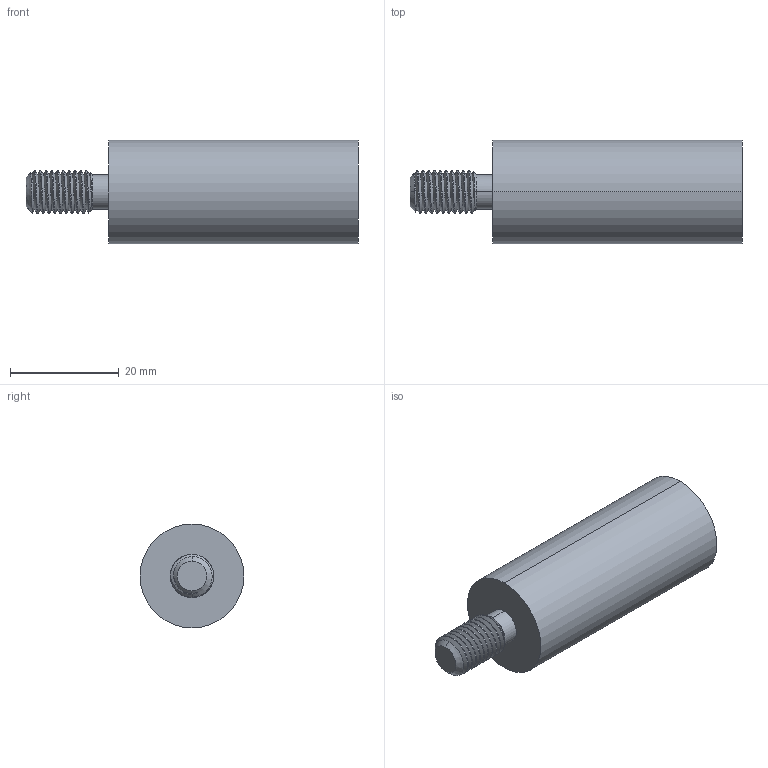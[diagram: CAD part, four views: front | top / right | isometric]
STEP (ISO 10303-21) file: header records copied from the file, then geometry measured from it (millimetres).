
FILE_DESCRIPTION (( 'STEP AP214' ), '1' );
FILE_NAME ('FT2017.STEP', '2025-04-24T16:01:42', ( '' ), ( '' ), 'SwSTEP 2.0', 'SolidWorks 2023', '' );
FILE_SCHEMA (( 'AUTOMOTIVE_DESIGN' ));
Length unit declared in the file: inch
Products named in the file (1): FT2017
Bounding box: 60.96 x 19.05 x 19.05 mm (x, y, z)
Volume: 13621.6 mm3; surface area: 3859.5 mm2
Topology: 1 solids, 1 shells, 36 faces, 95 edges, 62 vertices
Faces by surface type: cylinder 24, cone 7, plane 3, bspline 2
Entity records: 2494 total; most frequent: CARTESIAN_POINT 1716, ORIENTED_EDGE 190, DIRECTION 125, EDGE_CURVE 95, VERTEX_POINT 62, AXIS2_PLACEMENT_3D 48, EDGE_LOOP 37, ADVANCED_FACE 36
